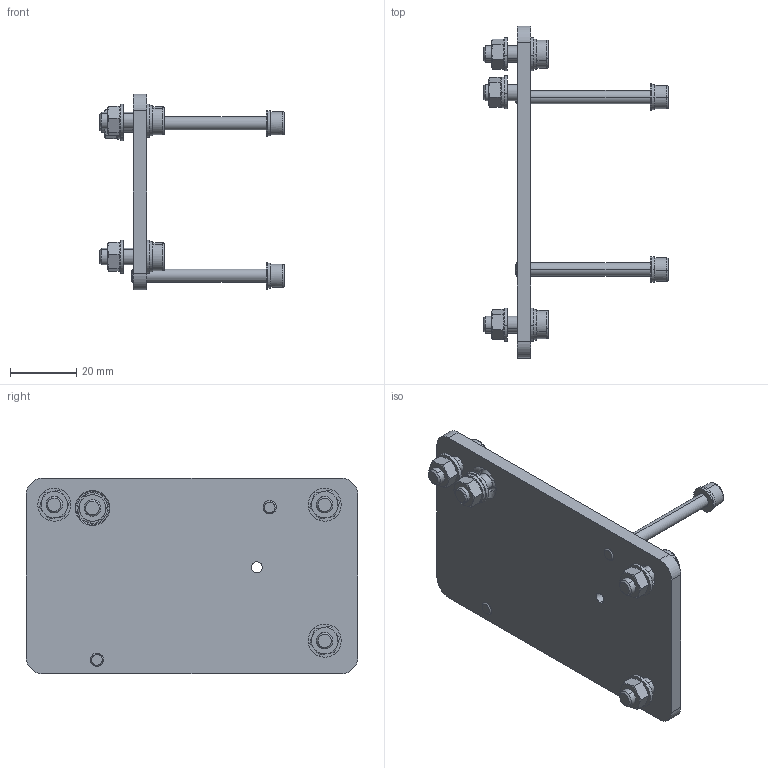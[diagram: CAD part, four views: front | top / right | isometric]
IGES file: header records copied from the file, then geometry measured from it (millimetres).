
Start section: SolidWorks IGES file using analytic representation for surfaces
Global section: file name: 2072627-S206200.IGS; native system: SolidWorks 2016; preprocessor: SolidWorks 2016; author: SYSTEM; date: 170619.113804; units: millimetre
Bounding box: 55.6 x 100 x 59 mm (x, y, z)
Volume: 27173.7 mm3; surface area: 17413.5 mm2
Topology: 3 solids, 3 shells, 398 faces, 925 edges, 559 vertices
Faces by surface type: revolution 237, plane 161
